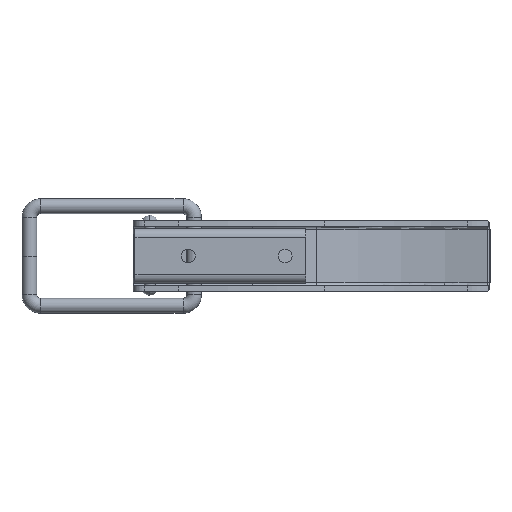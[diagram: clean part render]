
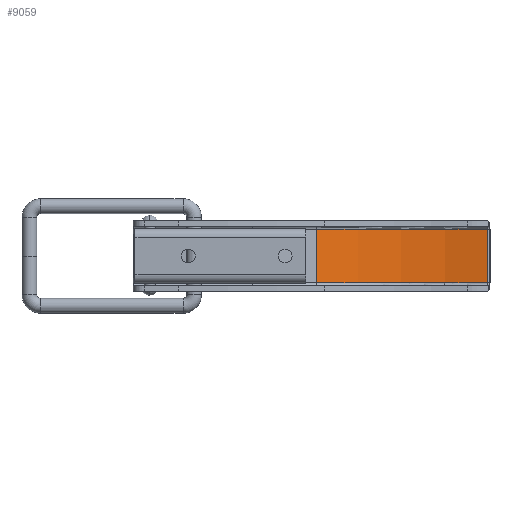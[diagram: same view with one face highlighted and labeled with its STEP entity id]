
A CAD part, front view. The second image highlights one B-rep face of the part: STEP entity #9059.
In plain terms, the highlighted cylindrical face has radius 103.667 mm (diameter 207.333 mm), a partial arc.
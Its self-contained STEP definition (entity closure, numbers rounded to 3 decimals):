
#571 = EDGE_CURVE ( 'NONE', #28902, #23279, #5436, .T. ) ;
#1398 = ORIENTED_EDGE ( 'NONE', *, *, #18811, .T. ) ;
#5436 = CIRCLE ( 'NONE', #7215, 103.667 ) ;
#5692 = ORIENTED_EDGE ( 'NONE', *, *, #30081, .T. ) ;
#6918 = DIRECTION ( 'NONE',  ( 0., 0., -1. ) ) ;
#7215 = AXIS2_PLACEMENT_3D ( 'NONE', #16681, #11686, #14369 ) ;
#7558 = EDGE_CURVE ( 'NONE', #23279, #9609, #17922, .T. ) ;
#7591 = ORIENTED_EDGE ( 'NONE', *, *, #7558, .T. ) ;
#7628 = CARTESIAN_POINT ( 'NONE',  ( 66.254, 2.384, -9.75 ) ) ;
#8948 = DIRECTION ( 'NONE',  ( 0., 0., 1. ) ) ;
#9059 = ADVANCED_FACE ( 'NONE', ( #28552 ), #15580, .F. ) ;
#9372 = DIRECTION ( 'NONE',  ( 0., 0., -1. ) ) ;
#9609 = VERTEX_POINT ( 'NONE', #22100 ) ;
#10010 = VECTOR ( 'NONE', #8948, 1000. ) ;
#11686 = DIRECTION ( 'NONE',  ( 0., 0., -1. ) ) ;
#12097 = VECTOR ( 'NONE', #9372, 1000. ) ;
#13442 = CIRCLE ( 'NONE', #18769, 103.667 ) ;
#14215 = CARTESIAN_POINT ( 'NONE',  ( 66.254, 2.384, 9.75 ) ) ;
#14369 = DIRECTION ( 'NONE',  ( -1., 0., 0. ) ) ;
#15580 = CYLINDRICAL_SURFACE ( 'NONE', #16784, 103.667 ) ;
#16638 = ORIENTED_EDGE ( 'NONE', *, *, #571, .T. ) ;
#16681 = CARTESIAN_POINT ( 'NONE',  ( 104., -94.167, -9.75 ) ) ;
#16784 = AXIS2_PLACEMENT_3D ( 'NONE', #19387, #6918, #17092 ) ;
#17092 = DIRECTION ( 'NONE',  ( -1., 0., 0. ) ) ;
#17922 = LINE ( 'NONE', #23917, #10010 ) ;
#18769 = AXIS2_PLACEMENT_3D ( 'NONE', #25458, #23784, #30750 ) ;
#18811 = EDGE_CURVE ( 'NONE', #9609, #26492, #13442, .T. ) ;
#19387 = CARTESIAN_POINT ( 'NONE',  ( 104., -94.167, 12.75 ) ) ;
#19624 = CARTESIAN_POINT ( 'NONE',  ( 66.254, 2.384, 12.75 ) ) ;
#21118 = EDGE_LOOP ( 'NONE', ( #16638, #7591, #1398, #5692 ) ) ;
#21480 = CARTESIAN_POINT ( 'NONE',  ( 128.043, 6.673, -9.75 ) ) ;
#22100 = CARTESIAN_POINT ( 'NONE',  ( 128.043, 6.673, 9.75 ) ) ;
#23279 = VERTEX_POINT ( 'NONE', #21480 ) ;
#23784 = DIRECTION ( 'NONE',  ( 0., 0., 1. ) ) ;
#23917 = CARTESIAN_POINT ( 'NONE',  ( 128.043, 6.673, 12.75 ) ) ;
#25458 = CARTESIAN_POINT ( 'NONE',  ( 104., -94.167, 9.75 ) ) ;
#26492 = VERTEX_POINT ( 'NONE', #14215 ) ;
#27072 = LINE ( 'NONE', #19624, #12097 ) ;
#28552 = FACE_OUTER_BOUND ( 'NONE', #21118, .T. ) ;
#28902 = VERTEX_POINT ( 'NONE', #7628 ) ;
#30081 = EDGE_CURVE ( 'NONE', #26492, #28902, #27072, .T. ) ;
#30750 = DIRECTION ( 'NONE',  ( 1., 0., 0. ) ) ;
